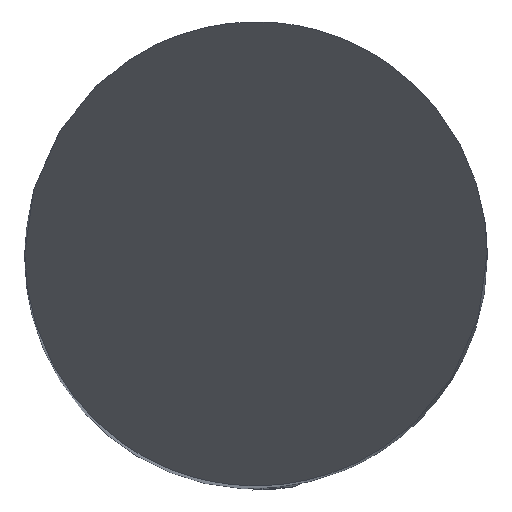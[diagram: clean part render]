
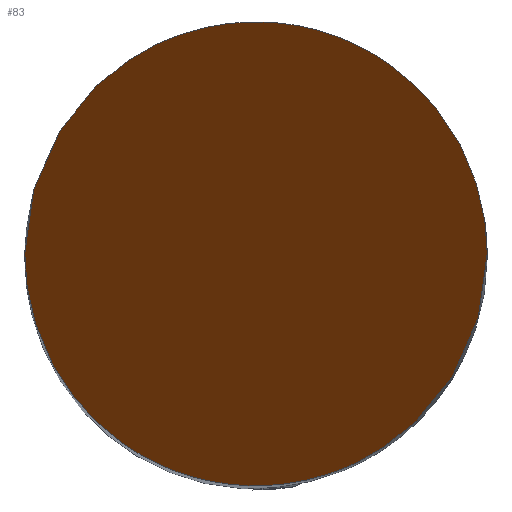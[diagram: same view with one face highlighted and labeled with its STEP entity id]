
A CAD part, top view. The second image highlights one B-rep face of the part: STEP entity #83.
In plain terms, the highlighted planar face has unit normal (0, -0.866, 0.5).
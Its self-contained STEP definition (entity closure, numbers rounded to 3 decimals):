
#83=ADVANCED_FACE('',(#122),#104,.T.);
#104=PLANE('',#563);
#122=FACE_OUTER_BOUND('',#150,.T.);
#150=EDGE_LOOP('',(#250,#251));
#250=ORIENTED_EDGE('',*,*,#395,.F.);
#251=ORIENTED_EDGE('',*,*,#408,.F.);
#346=VERTEX_POINT('',#865);
#347=VERTEX_POINT('',#866);
#395=EDGE_CURVE('',#346,#347,#494,.T.);
#408=EDGE_CURVE('',#347,#346,#498,.T.);
#494=(
BOUNDED_CURVE()
B_SPLINE_CURVE(3,(#861,#862,#863,#864),.UNSPECIFIED.,.F.,.F.)
B_SPLINE_CURVE_WITH_KNOTS((4,4),(0.,1.),.UNSPECIFIED.)
CURVE()
GEOMETRIC_REPRESENTATION_ITEM()
RATIONAL_B_SPLINE_CURVE((1.,0.333,0.333,1.))
REPRESENTATION_ITEM('')
);
#498=(
BOUNDED_CURVE()
B_SPLINE_CURVE(3,(#910,#911,#912,#913),.UNSPECIFIED.,.F.,.F.)
B_SPLINE_CURVE_WITH_KNOTS((4,4),(0.,1.),.UNSPECIFIED.)
CURVE()
GEOMETRIC_REPRESENTATION_ITEM()
RATIONAL_B_SPLINE_CURVE((1.,0.333,0.333,1.))
REPRESENTATION_ITEM('')
);
#563=AXIS2_PLACEMENT_3D('',#952,#639,#640);
#639=DIRECTION('',(0.,-0.866,0.5));
#640=DIRECTION('',(0.,0.5,0.866));
#861=CARTESIAN_POINT('',(3.,0.,0.));
#862=CARTESIAN_POINT('',(3.,-6.,-10.392));
#863=CARTESIAN_POINT('',(-3.,-6.,-10.392));
#864=CARTESIAN_POINT('',(-3.,0.,0.));
#865=CARTESIAN_POINT('',(3.,0.,0.));
#866=CARTESIAN_POINT('',(-3.,0.,0.));
#910=CARTESIAN_POINT('',(-3.,0.,0.));
#911=CARTESIAN_POINT('',(-3.,6.,10.392));
#912=CARTESIAN_POINT('',(3.,6.,10.392));
#913=CARTESIAN_POINT('',(3.,0.,0.));
#952=CARTESIAN_POINT('',(10.,-3.,-5.196));
